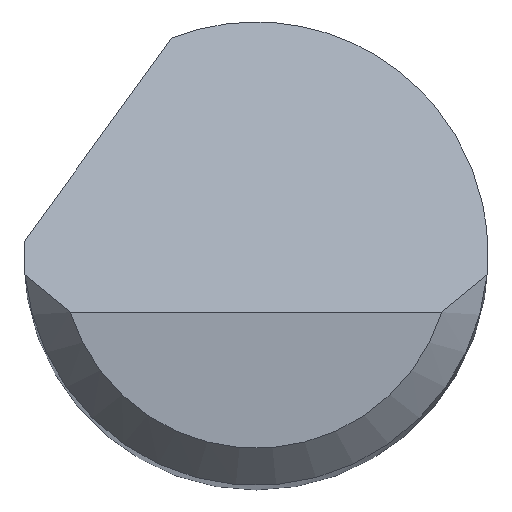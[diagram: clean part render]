
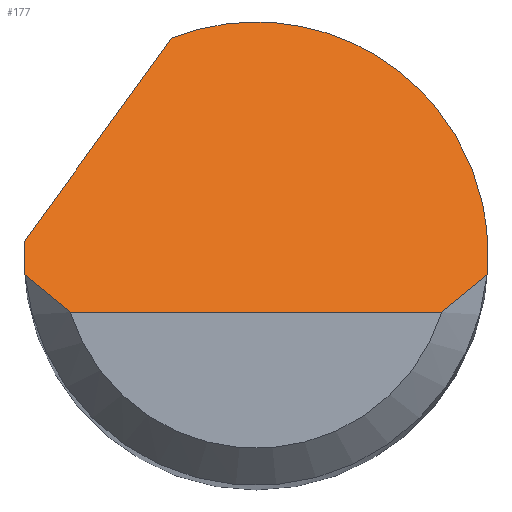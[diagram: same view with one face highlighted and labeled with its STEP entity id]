
A CAD part, top view. The second image highlights one B-rep face of the part: STEP entity #177.
In plain terms, the highlighted planar face has unit normal (0, 0.707, 0.707).
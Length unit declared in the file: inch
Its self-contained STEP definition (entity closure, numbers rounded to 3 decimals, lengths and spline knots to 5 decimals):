
#2 = ORIENTED_EDGE ( 'NONE', *, *, #686, .F. ) ;
#49 = CARTESIAN_POINT ( 'NONE',  ( 0., -0.02375, 1.5 ) ) ;
#54 = CARTESIAN_POINT ( 'NONE',  ( 0.07508, -0.02375, 1.5 ) ) ;
#97 = CARTESIAN_POINT ( 'NONE',  ( -0.09334, -0.00875, 1.485 ) ) ;
#100 = VECTOR ( 'NONE', #308, 39.37008 ) ;
#128 = CARTESIAN_POINT ( 'NONE',  ( 0.08761, -0.01397, 1.49022 ) ) ;
#144 = VERTEX_POINT ( 'NONE', #1040 ) ;
#152 = DIRECTION ( 'NONE',  ( 0.456, 0.629, -0.629 ) ) ;
#162 = EDGE_CURVE ( 'NONE', #199, #144, #835, .T. ) ;
#164 = CARTESIAN_POINT ( 'NONE',  ( -0.11014, -0.01781, 1.49406 ) ) ;
#177 = ADVANCED_FACE ( 'NONE', ( #1217 ), #293, .F. ) ;
#187 = CARTESIAN_POINT ( 'NONE',  ( 0.09375, 0., 1.47625 ) ) ;
#197 = B_SPLINE_CURVE_WITH_KNOTS ( 'NONE', 3,
 ( #335, #1002, #723, #425 ),
 .UNSPECIFIED., .F., .F.,
 ( 4, 4 ),
 ( 0., 0.00071 ),
 .UNSPECIFIED. ) ;
#198 = CARTESIAN_POINT ( 'NONE',  ( 0.09361, -0.00584, 1.48209 ) ) ;
#199 = VERTEX_POINT ( 'NONE', #187 ) ;
#216 = VERTEX_POINT ( 'NONE', #97 ) ;
#217 = CARTESIAN_POINT ( 'NONE',  ( -0.09334, -0.00875, 1.485 ) ) ;
#228 = CARTESIAN_POINT ( 'NONE',  ( -0.07508, -0.02375, 1.5 ) ) ;
#232 = ORIENTED_EDGE ( 'NONE', *, *, #1015, .F. ) ;
#249 = ORIENTED_EDGE ( 'NONE', *, *, #562, .F. ) ;
#274 = CARTESIAN_POINT ( 'NONE',  ( 0.09334, -0.00875, 1.485 ) ) ;
#278 = CARTESIAN_POINT ( 'NONE',  ( -0.09362, 0.005, 1.47125 ) ) ;
#289 = ORIENTED_EDGE ( 'NONE', *, *, #162, .F. ) ;
#293 = PLANE ( 'NONE',  #890 ) ;
#294 = VERTEX_POINT ( 'NONE', #278 ) ;
#308 = DIRECTION ( 'NONE',  ( 1., 0., 0. ) ) ;
#317 = CARTESIAN_POINT ( 'NONE',  ( 0.09375, 0.07266, 1.40359 ) ) ;
#335 = CARTESIAN_POINT ( 'NONE',  ( -0.09334, -0.00875, 1.485 ) ) ;
#364 = CARTESIAN_POINT ( 'NONE',  ( 0.09375, 0., 1.47625 ) ) ;
#384 = VERTEX_POINT ( 'NONE', #1190 ) ;
#388 = CARTESIAN_POINT ( 'NONE',  ( 0.03379, 0.11369, 1.36256 ) ) ;
#395 = CARTESIAN_POINT ( 'NONE',  ( -0.09375, 0.00167, 1.47458 ) ) ;
#398 = VERTEX_POINT ( 'NONE', #1086 ) ;
#405 = VECTOR ( 'NONE', #152, 39.37008 ) ;
#418 = CARTESIAN_POINT ( 'NONE',  ( -0.03394, 0.08739, 1.38886 ) ) ;
#425 = CARTESIAN_POINT ( 'NONE',  ( -0.07508, -0.02375, 1.5 ) ) ;
#488 = CARTESIAN_POINT ( 'NONE',  ( -0.09362, 0.005, 1.47125 ) ) ;
#496 = CARTESIAN_POINT ( 'NONE',  ( 0.09334, -0.00875, 1.485 ) ) ;
#499 = CARTESIAN_POINT ( 'NONE',  ( -0.03394, 0.08739, 1.38886 ) ) ;
#537 =( BOUNDED_CURVE ( )  B_SPLINE_CURVE ( 3, ( #217, #1076, #813, #1157 ),
 .UNSPECIFIED., .F., .T. ) 
 B_SPLINE_CURVE_WITH_KNOTS ( ( 4, 4 ),
 ( 4.61892, 4.71239 ),
 .UNSPECIFIED. ) 
 CURVE ( )  GEOMETRIC_REPRESENTATION_ITEM ( )  RATIONAL_B_SPLINE_CURVE ( ( 1., 0.999, 0.999, 1. ) ) 
 REPRESENTATION_ITEM ( '' )  );
#562 = EDGE_CURVE ( 'NONE', #896, #199, #953, .T. ) ;
#572 = CARTESIAN_POINT ( 'NONE',  ( -0.09375, -0.02375, 1.5 ) ) ;
#577 = DIRECTION ( 'NONE',  ( 0., -0.707, -0.707 ) ) ;
#599 = LINE ( 'NONE', #49, #100 ) ;
#606 = CARTESIAN_POINT ( 'NONE',  ( 0.08157, -0.019, 1.49525 ) ) ;
#686 = EDGE_CURVE ( 'NONE', #398, #294, #914, .T. ) ;
#698 = EDGE_LOOP ( 'NONE', ( #741, #1199, #289, #249, #986, #2, #232, #1150 ) ) ;
#701 = CARTESIAN_POINT ( 'NONE',  ( 0.09375, 0., 1.47625 ) ) ;
#709 = EDGE_CURVE ( 'NONE', #216, #759, #197, .T. ) ;
#714 = LINE ( 'NONE', #164, #405 ) ;
#723 = CARTESIAN_POINT ( 'NONE',  ( -0.08157, -0.019, 1.49525 ) ) ;
#741 = ORIENTED_EDGE ( 'NONE', *, *, #1050, .T. ) ;
#748 = EDGE_CURVE ( 'NONE', #294, #896, #714, .T. ) ;
#759 = VERTEX_POINT ( 'NONE', #228 ) ;
#776 = CARTESIAN_POINT ( 'NONE',  ( -0.09375, 0., 1.47625 ) ) ;
#813 = CARTESIAN_POINT ( 'NONE',  ( -0.09375, -0.00292, 1.47917 ) ) ;
#835 =( BOUNDED_CURVE ( )  B_SPLINE_CURVE ( 3, ( #364, #850, #198, #274 ),
 .UNSPECIFIED., .F., .T. ) 
 B_SPLINE_CURVE_WITH_KNOTS ( ( 4, 4 ),
 ( 1.5708, 1.66427 ),
 .UNSPECIFIED. ) 
 CURVE ( )  GEOMETRIC_REPRESENTATION_ITEM ( )  RATIONAL_B_SPLINE_CURVE ( ( 1., 0.999, 0.999, 1. ) ) 
 REPRESENTATION_ITEM ( '' )  );
#850 = CARTESIAN_POINT ( 'NONE',  ( 0.09375, -0.00292, 1.47917 ) ) ;
#855 = B_SPLINE_CURVE_WITH_KNOTS ( 'NONE', 3,
 ( #54, #606, #128, #496 ),
 .UNSPECIFIED., .F., .F.,
 ( 4, 4 ),
 ( 0., 0.00071 ),
 .UNSPECIFIED. ) ;
#890 = AXIS2_PLACEMENT_3D ( 'NONE', #572, #577, #1127 ) ;
#896 = VERTEX_POINT ( 'NONE', #418 ) ;
#914 =( BOUNDED_CURVE ( )  B_SPLINE_CURVE ( 3, ( #776, #395, #1051, #488 ),
 .UNSPECIFIED., .F., .T. ) 
 B_SPLINE_CURVE_WITH_KNOTS ( ( 4, 4 ),
 ( 4.71239, 4.76575 ),
 .UNSPECIFIED. ) 
 CURVE ( )  GEOMETRIC_REPRESENTATION_ITEM ( )  RATIONAL_B_SPLINE_CURVE ( ( 1., 1., 1., 1. ) ) 
 REPRESENTATION_ITEM ( '' )  );
#953 =( BOUNDED_CURVE ( )  B_SPLINE_CURVE ( 3, ( #499, #388, #317, #701 ),
 .UNSPECIFIED., .F., .T. ) 
 B_SPLINE_CURVE_WITH_KNOTS ( ( 4, 4 ),
 ( 5.91277, 7.85398 ),
 .UNSPECIFIED. ) 
 CURVE ( )  GEOMETRIC_REPRESENTATION_ITEM ( )  RATIONAL_B_SPLINE_CURVE ( ( 1., 0.71, 0.71, 1. ) ) 
 REPRESENTATION_ITEM ( '' )  );
#986 = ORIENTED_EDGE ( 'NONE', *, *, #748, .F. ) ;
#1002 = CARTESIAN_POINT ( 'NONE',  ( -0.08761, -0.01397, 1.49022 ) ) ;
#1015 = EDGE_CURVE ( 'NONE', #216, #398, #537, .T. ) ;
#1035 = EDGE_CURVE ( 'NONE', #384, #144, #855, .T. ) ;
#1040 = CARTESIAN_POINT ( 'NONE',  ( 0.09334, -0.00875, 1.485 ) ) ;
#1050 = EDGE_CURVE ( 'NONE', #759, #384, #599, .T. ) ;
#1051 = CARTESIAN_POINT ( 'NONE',  ( -0.09371, 0.00333, 1.47292 ) ) ;
#1076 = CARTESIAN_POINT ( 'NONE',  ( -0.09361, -0.00584, 1.48209 ) ) ;
#1086 = CARTESIAN_POINT ( 'NONE',  ( -0.09375, 0., 1.47625 ) ) ;
#1127 = DIRECTION ( 'NONE',  ( 0., 0.707, -0.707 ) ) ;
#1150 = ORIENTED_EDGE ( 'NONE', *, *, #709, .T. ) ;
#1157 = CARTESIAN_POINT ( 'NONE',  ( -0.09375, 0., 1.47625 ) ) ;
#1190 = CARTESIAN_POINT ( 'NONE',  ( 0.07508, -0.02375, 1.5 ) ) ;
#1199 = ORIENTED_EDGE ( 'NONE', *, *, #1035, .T. ) ;
#1217 = FACE_OUTER_BOUND ( 'NONE', #698, .T. ) ;
